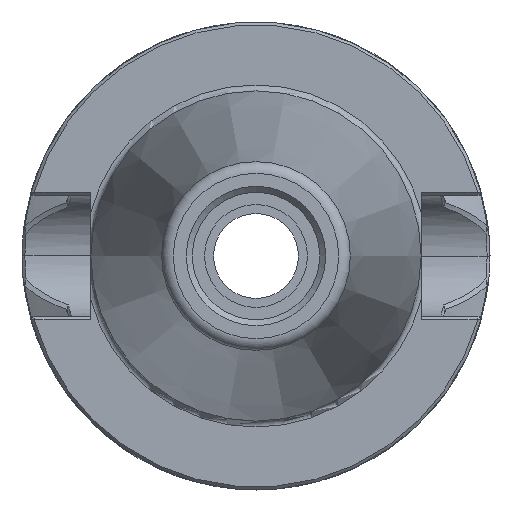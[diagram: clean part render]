
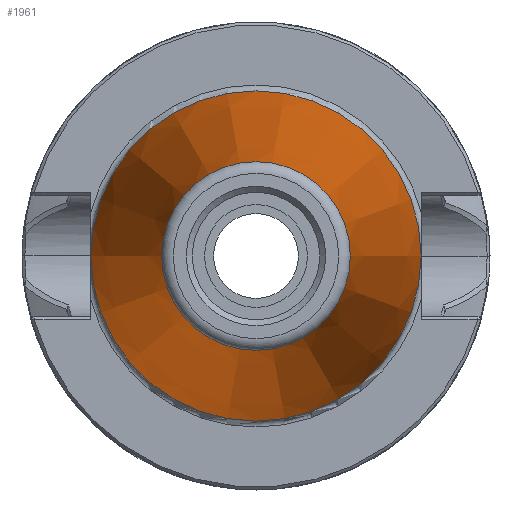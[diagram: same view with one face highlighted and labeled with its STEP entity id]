
A CAD part, left-side view. The second image highlights one B-rep face of the part: STEP entity #1961.
In plain terms, the highlighted conical face has half-angle 8.445 degrees and reference radius 17.363 mm.
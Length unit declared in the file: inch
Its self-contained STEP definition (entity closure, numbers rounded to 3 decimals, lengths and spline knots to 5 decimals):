
#399=FACE_OUTER_BOUND('',#526,.T.);
#526=EDGE_LOOP('',(#1778,#1779,#1780,#1781,#1782));
#626=LINE('',#4230,#718);
#718=VECTOR('',#2639,0.68356);
#794=CIRCLE('',#2165,0.875);
#795=CIRCLE('',#2166,0.50004);
#796=CIRCLE('',#2167,0.50004);
#981=VERTEX_POINT('',#4227);
#982=VERTEX_POINT('',#4229);
#983=VERTEX_POINT('',#4231);
#1252=EDGE_CURVE('',#981,#981,#794,.T.);
#1253=EDGE_CURVE('',#981,#982,#626,.T.);
#1254=EDGE_CURVE('',#983,#982,#795,.T.);
#1255=EDGE_CURVE('',#982,#983,#796,.T.);
#1778=ORIENTED_EDGE('',*,*,#1252,.T.);
#1779=ORIENTED_EDGE('',*,*,#1253,.T.);
#1780=ORIENTED_EDGE('',*,*,#1254,.F.);
#1781=ORIENTED_EDGE('',*,*,#1255,.F.);
#1782=ORIENTED_EDGE('',*,*,#1253,.F.);
#1857=CONICAL_SURFACE('',#2164,0.68356,0.147);
#1961=ADVANCED_FACE('',(#399),#1857,.T.);
#2164=AXIS2_PLACEMENT_3D('',#4226,#2635,#2636);
#2165=AXIS2_PLACEMENT_3D('',#4228,#2637,#2638);
#2166=AXIS2_PLACEMENT_3D('',#4232,#2640,#2641);
#2167=AXIS2_PLACEMENT_3D('',#4233,#2642,#2643);
#2635=DIRECTION('center_axis',(1.,0.,0.));
#2636=DIRECTION('ref_axis',(0.,-1.,0.));
#2637=DIRECTION('center_axis',(-1.,0.,0.));
#2638=DIRECTION('ref_axis',(0.,0.,1.));
#2639=DIRECTION('',(-0.989,-0.147,0.));
#2640=DIRECTION('center_axis',(-1.,0.,0.));
#2641=DIRECTION('ref_axis',(0.,1.,0.));
#2642=DIRECTION('center_axis',(-1.,0.,0.));
#2643=DIRECTION('ref_axis',(0.,1.,0.));
#4226=CARTESIAN_POINT('Origin',(-1.28937,0.,0.));
#4227=CARTESIAN_POINT('',(0.,0.875,0.));
#4228=CARTESIAN_POINT('Origin',(0.,0.,0.));
#4229=CARTESIAN_POINT('',(-2.52542,0.50004,0.));
#4230=CARTESIAN_POINT('',(-1.28937,0.68356,0.));
#4231=CARTESIAN_POINT('',(-2.52542,0.,-0.50004));
#4232=CARTESIAN_POINT('Origin',(-2.52542,0.,0.));
#4233=CARTESIAN_POINT('Origin',(-2.52542,0.,0.));
